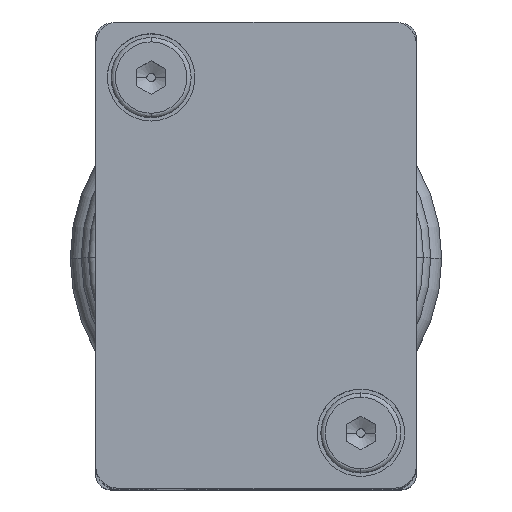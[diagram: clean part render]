
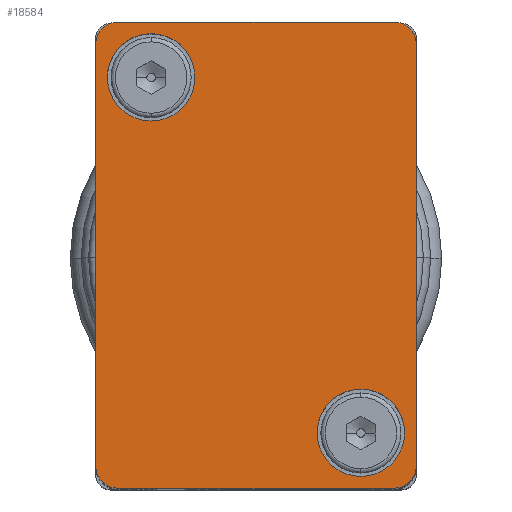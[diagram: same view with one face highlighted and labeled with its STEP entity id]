
A CAD part, top view. The second image highlights one B-rep face of the part: STEP entity #18584.
In plain terms, the highlighted face is planar.
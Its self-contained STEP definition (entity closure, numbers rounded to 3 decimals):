
#12512=CARTESIAN_POINT('',(7.2,19.75,15.2));
#12513=VERTEX_POINT('',#12512);
#12529=CARTESIAN_POINT('',(7.2,19.75,9.2));
#12530=VERTEX_POINT('',#12529);
#12537=CARTESIAN_POINT('',(7.2,19.75,12.2));
#12538=DIRECTION('',(0.0,-1.0,0.0));
#12539=DIRECTION('',(0.0,0.0,1.0));
#12540=AXIS2_PLACEMENT_3D('',#12537,#12538,#12539);
#12541=CIRCLE('',#12540,3.0);
#12542=EDGE_CURVE('',#12513,#12530,#12541,.T.);
#12554=CARTESIAN_POINT('',(-7.2,19.75,-9.2));
#12555=VERTEX_POINT('',#12554);
#12571=CARTESIAN_POINT('',(-7.2,19.75,-15.2));
#12572=VERTEX_POINT('',#12571);
#12579=CARTESIAN_POINT('',(-7.2,19.75,-12.2));
#12580=DIRECTION('',(0.0,-1.0,0.0));
#12581=DIRECTION('',(0.0,0.0,1.0));
#12582=AXIS2_PLACEMENT_3D('',#12579,#12580,#12581);
#12583=CIRCLE('',#12582,3.0);
#12584=EDGE_CURVE('',#12555,#12572,#12583,.T.);
#12596=CARTESIAN_POINT('',(-10.561,19.75,15.561));
#12597=VERTEX_POINT('',#12596);
#12613=CARTESIAN_POINT('',(-9.5,19.75,16.));
#12614=VERTEX_POINT('',#12613);
#12621=CARTESIAN_POINT('',(-9.5,19.75,14.5));
#12622=DIRECTION('',(0.0,-1.,0.0));
#12623=DIRECTION('',(-0.707,0.0,0.707));
#12624=AXIS2_PLACEMENT_3D('',#12621,#12622,#12623);
#12625=CIRCLE('',#12624,1.5);
#12626=EDGE_CURVE('',#12614,#12597,#12625,.T.);
#12638=CARTESIAN_POINT('',(-10.561,19.75,-15.561));
#12639=VERTEX_POINT('',#12638);
#12655=CARTESIAN_POINT('',(-11.0,19.75,-14.5));
#12656=VERTEX_POINT('',#12655);
#12663=CARTESIAN_POINT('',(-9.5,19.75,-14.5));
#12664=DIRECTION('',(0.0,-1.,0.0));
#12665=DIRECTION('',(-0.707,0.0,-0.707));
#12666=AXIS2_PLACEMENT_3D('',#12663,#12664,#12665);
#12667=CIRCLE('',#12666,1.5);
#12668=EDGE_CURVE('',#12656,#12639,#12667,.T.);
#12680=CARTESIAN_POINT('',(10.561,19.75,-15.561));
#12681=VERTEX_POINT('',#12680);
#12697=CARTESIAN_POINT('',(9.5,19.75,-16.0));
#12698=VERTEX_POINT('',#12697);
#12705=CARTESIAN_POINT('',(9.5,19.75,-14.5));
#12706=DIRECTION('',(0.0,-1.,0.0));
#12707=DIRECTION('',(0.707,0.0,-0.707));
#12708=AXIS2_PLACEMENT_3D('',#12705,#12706,#12707);
#12709=CIRCLE('',#12708,1.5);
#12710=EDGE_CURVE('',#12698,#12681,#12709,.T.);
#12722=CARTESIAN_POINT('',(10.561,19.75,15.561));
#12723=VERTEX_POINT('',#12722);
#12739=CARTESIAN_POINT('',(11.0,19.75,14.5));
#12740=VERTEX_POINT('',#12739);
#12747=CARTESIAN_POINT('',(9.5,19.75,14.5));
#12748=DIRECTION('',(0.0,-1.,0.0));
#12749=DIRECTION('',(0.707,0.0,0.707));
#12750=AXIS2_PLACEMENT_3D('',#12747,#12748,#12749);
#12751=CIRCLE('',#12750,1.5);
#12752=EDGE_CURVE('',#12740,#12723,#12751,.T.);
#18451=CARTESIAN_POINT('',(9.5,19.75,16.));
#18452=VERTEX_POINT('',#18451);
#18453=CARTESIAN_POINT('',(9.5,19.75,14.5));
#18454=DIRECTION('',(0.0,-1.,0.0));
#18455=DIRECTION('',(0.707,0.0,0.707));
#18456=AXIS2_PLACEMENT_3D('',#18453,#18454,#18455);
#18457=CIRCLE('',#18456,1.5);
#18458=EDGE_CURVE('',#12723,#18452,#18457,.T.);
#18484=CARTESIAN_POINT('',(9.5,19.75,16.));
#18485=DIRECTION('',(-1.0,0.0,0.0));
#18486=VECTOR('',#18485,19.0);
#18487=LINE('',#18484,#18486);
#18488=EDGE_CURVE('',#18452,#12614,#18487,.T.);
#18506=CARTESIAN_POINT('',(0.,19.75,0.));
#18507=DIRECTION('',(0.0,1.0,0.0));
#18508=DIRECTION('',(0.0,0.0,1.0));
#18509=AXIS2_PLACEMENT_3D('',#18506,#18507,#18508);
#18510=PLANE('',#18509);
#18511=ORIENTED_EDGE('',*,*,#12752,.F.);
#18512=CARTESIAN_POINT('',(11.0,19.75,-14.5));
#18513=VERTEX_POINT('',#18512);
#18514=CARTESIAN_POINT('',(11.0,19.75,-14.5));
#18515=DIRECTION('',(0.0,0.0,1.0));
#18516=VECTOR('',#18515,29.0);
#18517=LINE('',#18514,#18516);
#18518=EDGE_CURVE('',#18513,#12740,#18517,.T.);
#18519=ORIENTED_EDGE('',*,*,#18518,.F.);
#18520=CARTESIAN_POINT('',(9.5,19.75,-14.5));
#18521=DIRECTION('',(0.0,-1.,0.0));
#18522=DIRECTION('',(0.707,0.0,-0.707));
#18523=AXIS2_PLACEMENT_3D('',#18520,#18521,#18522);
#18524=CIRCLE('',#18523,1.5);
#18525=EDGE_CURVE('',#12681,#18513,#18524,.T.);
#18526=ORIENTED_EDGE('',*,*,#18525,.F.);
#18527=ORIENTED_EDGE('',*,*,#12710,.F.);
#18528=CARTESIAN_POINT('',(-9.5,19.75,-16.));
#18529=VERTEX_POINT('',#18528);
#18530=CARTESIAN_POINT('',(-9.5,19.75,-16.));
#18531=DIRECTION('',(1.0,0.0,0.0));
#18532=VECTOR('',#18531,19.0);
#18533=LINE('',#18530,#18532);
#18534=EDGE_CURVE('',#18529,#12698,#18533,.T.);
#18535=ORIENTED_EDGE('',*,*,#18534,.F.);
#18536=CARTESIAN_POINT('',(-9.5,19.75,-14.5));
#18537=DIRECTION('',(0.0,-1.,0.0));
#18538=DIRECTION('',(-0.707,0.0,-0.707));
#18539=AXIS2_PLACEMENT_3D('',#18536,#18537,#18538);
#18540=CIRCLE('',#18539,1.5);
#18541=EDGE_CURVE('',#12639,#18529,#18540,.T.);
#18542=ORIENTED_EDGE('',*,*,#18541,.F.);
#18543=ORIENTED_EDGE('',*,*,#12668,.F.);
#18544=CARTESIAN_POINT('',(-11.0,19.75,14.5));
#18545=VERTEX_POINT('',#18544);
#18546=CARTESIAN_POINT('',(-11.0,19.75,14.5));
#18547=DIRECTION('',(0.0,0.0,-1.0));
#18548=VECTOR('',#18547,29.);
#18549=LINE('',#18546,#18548);
#18550=EDGE_CURVE('',#18545,#12656,#18549,.T.);
#18551=ORIENTED_EDGE('',*,*,#18550,.F.);
#18552=CARTESIAN_POINT('',(-9.5,19.75,14.5));
#18553=DIRECTION('',(0.0,-1.,0.0));
#18554=DIRECTION('',(-0.707,0.0,0.707));
#18555=AXIS2_PLACEMENT_3D('',#18552,#18553,#18554);
#18556=CIRCLE('',#18555,1.5);
#18557=EDGE_CURVE('',#12597,#18545,#18556,.T.);
#18558=ORIENTED_EDGE('',*,*,#18557,.F.);
#18559=ORIENTED_EDGE('',*,*,#12626,.F.);
#18560=ORIENTED_EDGE('',*,*,#18488,.F.);
#18561=ORIENTED_EDGE('',*,*,#18458,.F.);
#18562=EDGE_LOOP('',(#18511,#18519,#18526,#18527,#18535,#18542,#18543,#18551,#18558,#18559,#18560,#18561));
#18563=FACE_OUTER_BOUND('',#18562,.T.);
#18564=ORIENTED_EDGE('',*,*,#12584,.T.);
#18565=CARTESIAN_POINT('',(-7.2,19.75,-12.2));
#18566=DIRECTION('',(0.0,-1.0,0.0));
#18567=DIRECTION('',(0.0,0.0,1.0));
#18568=AXIS2_PLACEMENT_3D('',#18565,#18566,#18567);
#18569=CIRCLE('',#18568,3.0);
#18570=EDGE_CURVE('',#12572,#12555,#18569,.T.);
#18571=ORIENTED_EDGE('',*,*,#18570,.T.);
#18572=EDGE_LOOP('',(#18564,#18571));
#18573=FACE_BOUND('',#18572,.T.);
#18574=ORIENTED_EDGE('',*,*,#12542,.T.);
#18575=CARTESIAN_POINT('',(7.2,19.75,12.2));
#18576=DIRECTION('',(0.0,-1.0,0.0));
#18577=DIRECTION('',(0.0,0.0,1.0));
#18578=AXIS2_PLACEMENT_3D('',#18575,#18576,#18577);
#18579=CIRCLE('',#18578,3.0);
#18580=EDGE_CURVE('',#12530,#12513,#18579,.T.);
#18581=ORIENTED_EDGE('',*,*,#18580,.T.);
#18582=EDGE_LOOP('',(#18574,#18581));
#18583=FACE_BOUND('',#18582,.T.);
#18584=ADVANCED_FACE('',(#18563,#18573,#18583),#18510,.T.);
